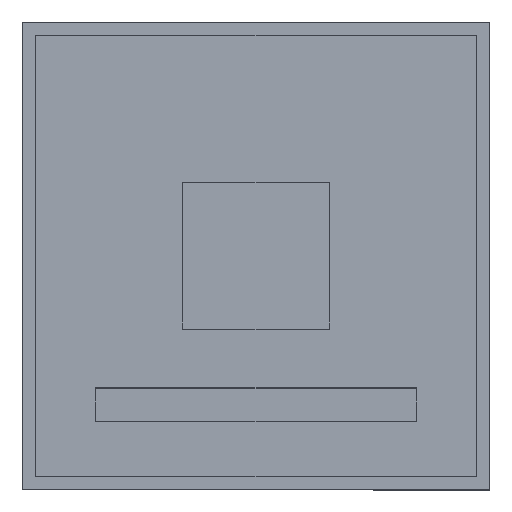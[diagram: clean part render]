
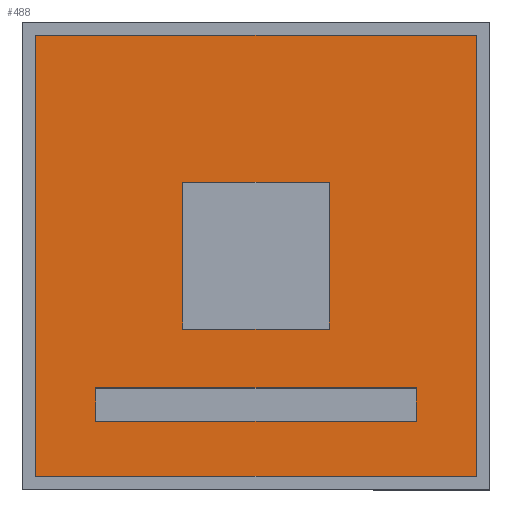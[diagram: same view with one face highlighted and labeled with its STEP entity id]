
A CAD part, top view. The second image highlights one B-rep face of the part: STEP entity #488.
In plain terms, the highlighted planar face has unit normal (0, 0, 1).
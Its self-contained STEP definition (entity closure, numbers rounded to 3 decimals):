
#28=FACE_BOUND('',#97,.T.);
#29=FACE_BOUND('',#98,.T.);
#68=FACE_OUTER_BOUND('',#96,.T.);
#96=EDGE_LOOP('',(#427,#428,#429,#430));
#97=EDGE_LOOP('',(#431,#432,#433,#434));
#98=EDGE_LOOP('',(#435,#436,#437,#438));
#125=LINE('',#763,#185);
#129=LINE('',#770,#189);
#132=LINE('',#776,#192);
#134=LINE('',#779,#194);
#137=LINE('',#787,#197);
#141=LINE('',#794,#201);
#144=LINE('',#800,#204);
#146=LINE('',#803,#206);
#149=LINE('',#812,#209);
#152=LINE('',#818,#212);
#155=LINE('',#824,#215);
#158=LINE('',#828,#218);
#185=VECTOR('',#637,10.);
#189=VECTOR('',#643,10.);
#192=VECTOR('',#648,10.);
#194=VECTOR('',#652,10.);
#197=VECTOR('',#657,10.);
#201=VECTOR('',#663,10.);
#204=VECTOR('',#668,10.);
#206=VECTOR('',#672,10.);
#209=VECTOR('',#679,10.);
#212=VECTOR('',#684,10.);
#215=VECTOR('',#689,10.);
#218=VECTOR('',#694,10.);
#237=VERTEX_POINT('',#760);
#238=VERTEX_POINT('',#762);
#240=VERTEX_POINT('',#768);
#242=VERTEX_POINT('',#774);
#245=VERTEX_POINT('',#784);
#246=VERTEX_POINT('',#786);
#248=VERTEX_POINT('',#792);
#250=VERTEX_POINT('',#798);
#253=VERTEX_POINT('',#809);
#254=VERTEX_POINT('',#811);
#256=VERTEX_POINT('',#817);
#258=VERTEX_POINT('',#823);
#285=EDGE_CURVE('',#238,#237,#125,.T.);
#289=EDGE_CURVE('',#237,#240,#129,.T.);
#292=EDGE_CURVE('',#240,#242,#132,.T.);
#294=EDGE_CURVE('',#242,#238,#134,.T.);
#297=EDGE_CURVE('',#246,#245,#137,.T.);
#301=EDGE_CURVE('',#245,#248,#141,.T.);
#304=EDGE_CURVE('',#248,#250,#144,.T.);
#306=EDGE_CURVE('',#250,#246,#146,.T.);
#309=EDGE_CURVE('',#254,#253,#149,.T.);
#312=EDGE_CURVE('',#256,#254,#152,.T.);
#315=EDGE_CURVE('',#258,#256,#155,.T.);
#318=EDGE_CURVE('',#253,#258,#158,.T.);
#427=ORIENTED_EDGE('',*,*,#318,.T.);
#428=ORIENTED_EDGE('',*,*,#315,.T.);
#429=ORIENTED_EDGE('',*,*,#312,.T.);
#430=ORIENTED_EDGE('',*,*,#309,.T.);
#431=ORIENTED_EDGE('',*,*,#285,.T.);
#432=ORIENTED_EDGE('',*,*,#289,.T.);
#433=ORIENTED_EDGE('',*,*,#292,.T.);
#434=ORIENTED_EDGE('',*,*,#294,.T.);
#435=ORIENTED_EDGE('',*,*,#297,.T.);
#436=ORIENTED_EDGE('',*,*,#301,.T.);
#437=ORIENTED_EDGE('',*,*,#304,.T.);
#438=ORIENTED_EDGE('',*,*,#306,.T.);
#463=PLANE('',#580);
#488=ADVANCED_FACE('',(#68,#28,#29),#463,.T.);
#580=AXIS2_PLACEMENT_3D('',#830,#697,#698);
#637=DIRECTION('',(0.,1.,0.));
#643=DIRECTION('',(1.,0.,0.));
#648=DIRECTION('',(0.,-1.,0.));
#652=DIRECTION('',(-1.,0.,0.));
#657=DIRECTION('',(0.,1.,0.));
#663=DIRECTION('',(1.,0.,0.));
#668=DIRECTION('',(0.,-1.,0.));
#672=DIRECTION('',(-1.,0.,0.));
#679=DIRECTION('',(0.,-1.,0.));
#684=DIRECTION('',(-1.,0.,0.));
#689=DIRECTION('',(0.,1.,0.));
#694=DIRECTION('',(1.,0.,0.));
#697=DIRECTION('center_axis',(0.,0.,1.));
#698=DIRECTION('ref_axis',(1.,0.,0.));
#760=CARTESIAN_POINT('',(-240.,-198.,225.));
#762=CARTESIAN_POINT('',(-240.,-248.,225.));
#763=CARTESIAN_POINT('',(-240.,-99.,225.));
#768=CARTESIAN_POINT('',(240.,-198.,225.));
#770=CARTESIAN_POINT('',(120.,-198.,225.));
#774=CARTESIAN_POINT('',(240.,-248.,225.));
#776=CARTESIAN_POINT('',(240.,-124.,225.));
#779=CARTESIAN_POINT('',(-120.,-248.,225.));
#784=CARTESIAN_POINT('',(-110.,110.,225.));
#786=CARTESIAN_POINT('',(-110.,-110.,225.));
#787=CARTESIAN_POINT('',(-110.,55.,225.));
#792=CARTESIAN_POINT('',(110.,110.,225.));
#794=CARTESIAN_POINT('',(55.,110.,225.));
#798=CARTESIAN_POINT('',(110.,-110.,225.));
#800=CARTESIAN_POINT('',(110.,-55.,225.));
#803=CARTESIAN_POINT('',(-55.,-110.,225.));
#809=CARTESIAN_POINT('',(-330.,-330.,225.));
#811=CARTESIAN_POINT('',(-330.,330.,225.));
#812=CARTESIAN_POINT('',(-330.,-330.,225.));
#817=CARTESIAN_POINT('',(330.,330.,225.));
#818=CARTESIAN_POINT('',(-330.,330.,225.));
#823=CARTESIAN_POINT('',(330.,-330.,225.));
#824=CARTESIAN_POINT('',(330.,330.,225.));
#828=CARTESIAN_POINT('',(330.,-330.,225.));
#830=CARTESIAN_POINT('Origin',(0.,0.,225.));
